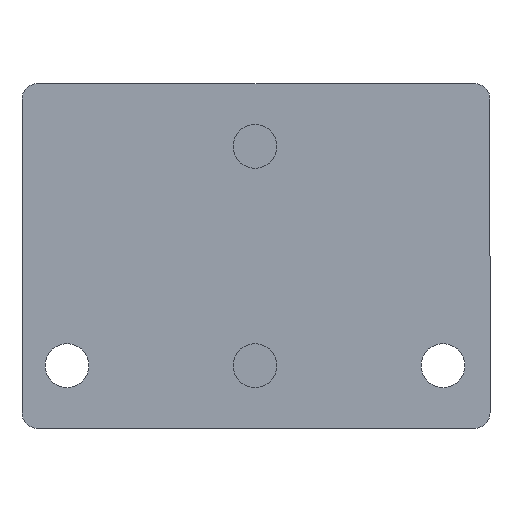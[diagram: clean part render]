
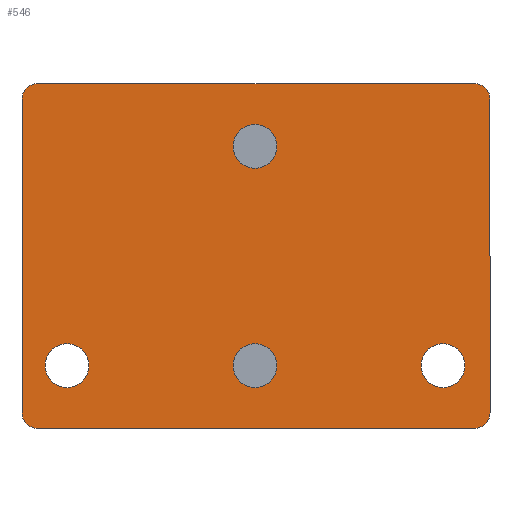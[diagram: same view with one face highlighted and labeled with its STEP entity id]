
A CAD part, front view. The second image highlights one B-rep face of the part: STEP entity #546.
In plain terms, the highlighted planar face has unit normal (0, -1, 0).
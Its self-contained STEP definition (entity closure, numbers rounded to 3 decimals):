
#46 = DIRECTION ( 'NONE',  ( 0., 0., -1. ) ) ;
#144 = CARTESIAN_POINT ( 'NONE',  ( -74.68, 0., 0. ) ) ;
#149 = DIRECTION ( 'NONE',  ( 0., -1., 0. ) ) ;
#154 = ORIENTED_EDGE ( 'NONE', *, *, #5612, .F. ) ;
#214 = CARTESIAN_POINT ( 'NONE',  ( -74.68, 0., 5. ) ) ;
#235 = CARTESIAN_POINT ( 'NONE',  ( 69.68, 0., 105. ) ) ;
#263 = LINE ( 'NONE', #144, #406 ) ;
#368 = FACE_BOUND ( 'NONE', #1968, .T. ) ;
#388 = VERTEX_POINT ( 'NONE', #3135 ) ;
#406 = VECTOR ( 'NONE', #3080, 1000. ) ;
#433 = ORIENTED_EDGE ( 'NONE', *, *, #3063, .F. ) ;
#484 = ORIENTED_EDGE ( 'NONE', *, *, #5475, .F. ) ;
#489 = CIRCLE ( 'NONE', #3793, 5. ) ;
#546 = ADVANCED_FACE ( 'NONE', ( #3575, #1283, #3980, #4538, #368 ), #1770, .F. ) ;
#565 = DIRECTION ( 'NONE',  ( 1., 0., 0. ) ) ;
#571 = VERTEX_POINT ( 'NONE', #5991 ) ;
#595 = AXIS2_PLACEMENT_3D ( 'NONE', #5421, #1256, #2674 ) ;
#623 = CIRCLE ( 'NONE', #3133, 7. ) ;
#648 = DIRECTION ( 'NONE',  ( -1., 0., 0. ) ) ;
#662 = CARTESIAN_POINT ( 'NONE',  ( -60.32, 0., 20. ) ) ;
#667 = CARTESIAN_POINT ( 'NONE',  ( -7.32, 0., 90. ) ) ;
#678 = VERTEX_POINT ( 'NONE', #1984 ) ;
#709 = VERTEX_POINT ( 'NONE', #2997 ) ;
#761 = DIRECTION ( 'NONE',  ( -1., 0., 0. ) ) ;
#841 = ORIENTED_EDGE ( 'NONE', *, *, #1082, .F. ) ;
#865 = EDGE_CURVE ( 'NONE', #1777, #1318, #978, .T. ) ;
#897 = DIRECTION ( 'NONE',  ( 0., -1., 0. ) ) ;
#968 = EDGE_LOOP ( 'NONE', ( #3828, #1147, #5355, #2683, #484, #841, #433, #1796 ) ) ;
#978 = LINE ( 'NONE', #2865, #3710 ) ;
#982 = ORIENTED_EDGE ( 'NONE', *, *, #4696, .F. ) ;
#1030 = VERTEX_POINT ( 'NONE', #5252 ) ;
#1048 = VERTEX_POINT ( 'NONE', #667 ) ;
#1068 = CARTESIAN_POINT ( 'NONE',  ( 69.68, 0., 0. ) ) ;
#1082 = EDGE_CURVE ( 'NONE', #2394, #1030, #263, .T. ) ;
#1090 = CIRCLE ( 'NONE', #4568, 7. ) ;
#1102 = DIRECTION ( 'NONE',  ( -1., 0., 0. ) ) ;
#1136 = EDGE_LOOP ( 'NONE', ( #154, #4836 ) ) ;
#1147 = ORIENTED_EDGE ( 'NONE', *, *, #5517, .F. ) ;
#1256 = DIRECTION ( 'NONE',  ( 0., -1., 0. ) ) ;
#1283 = FACE_BOUND ( 'NONE', #3840, .T. ) ;
#1318 = VERTEX_POINT ( 'NONE', #1499 ) ;
#1327 = EDGE_CURVE ( 'NONE', #3508, #1333, #5388, .T. ) ;
#1333 = VERTEX_POINT ( 'NONE', #1633 ) ;
#1348 = AXIS2_PLACEMENT_3D ( 'NONE', #5890, #5432, #4982 ) ;
#1349 = ORIENTED_EDGE ( 'NONE', *, *, #3936, .F. ) ;
#1406 = DIRECTION ( 'NONE',  ( -1., 0., 0. ) ) ;
#1425 = DIRECTION ( 'NONE',  ( 0., -1., 0. ) ) ;
#1451 = CARTESIAN_POINT ( 'NONE',  ( -0.32, 0., 90. ) ) ;
#1499 = CARTESIAN_POINT ( 'NONE',  ( -69.68, 0., 0. ) ) ;
#1539 = CARTESIAN_POINT ( 'NONE',  ( -0.32, 0., 110. ) ) ;
#1633 = CARTESIAN_POINT ( 'NONE',  ( -67.32, 0., 20. ) ) ;
#1657 = VERTEX_POINT ( 'NONE', #5906 ) ;
#1658 = AXIS2_PLACEMENT_3D ( 'NONE', #5614, #149, #5705 ) ;
#1659 = DIRECTION ( 'NONE',  ( 0., 1., 0. ) ) ;
#1712 = EDGE_CURVE ( 'NONE', #388, #1777, #2343, .T. ) ;
#1770 = PLANE ( 'NONE',  #3992 ) ;
#1777 = VERTEX_POINT ( 'NONE', #1068 ) ;
#1796 = ORIENTED_EDGE ( 'NONE', *, *, #865, .F. ) ;
#1798 = CARTESIAN_POINT ( 'NONE',  ( 74.68, 0., 105. ) ) ;
#1861 = VERTEX_POINT ( 'NONE', #3900 ) ;
#1878 = EDGE_CURVE ( 'NONE', #1657, #4226, #3608, .T. ) ;
#1921 = CARTESIAN_POINT ( 'NONE',  ( -69.68, 0., 5. ) ) ;
#1943 = CIRCLE ( 'NONE', #1348, 7. ) ;
#1968 = EDGE_LOOP ( 'NONE', ( #5921, #5345 ) ) ;
#1984 = CARTESIAN_POINT ( 'NONE',  ( 6.68, 0., 20. ) ) ;
#1997 = LINE ( 'NONE', #1539, #4269 ) ;
#2343 = CIRCLE ( 'NONE', #4509, 5. ) ;
#2394 = VERTEX_POINT ( 'NONE', #214 ) ;
#2490 = DIRECTION ( 'NONE',  ( 0., -1., 0. ) ) ;
#2615 = CIRCLE ( 'NONE', #1658, 7. ) ;
#2663 = CARTESIAN_POINT ( 'NONE',  ( 6.68, 0., 90. ) ) ;
#2674 = DIRECTION ( 'NONE',  ( -1., 0., 0. ) ) ;
#2683 = ORIENTED_EDGE ( 'NONE', *, *, #4737, .F. ) ;
#2740 = AXIS2_PLACEMENT_3D ( 'NONE', #235, #1659, #3032 ) ;
#2865 = CARTESIAN_POINT ( 'NONE',  ( -0.32, 0., 0. ) ) ;
#2993 = ORIENTED_EDGE ( 'NONE', *, *, #4859, .F. ) ;
#2997 = CARTESIAN_POINT ( 'NONE',  ( 66.68, 0., 20. ) ) ;
#3032 = DIRECTION ( 'NONE',  ( -1., 0., 0. ) ) ;
#3063 = EDGE_CURVE ( 'NONE', #1318, #2394, #489, .T. ) ;
#3068 = DIRECTION ( 'NONE',  ( 0., 1., 0. ) ) ;
#3080 = DIRECTION ( 'NONE',  ( 0., 0., 1. ) ) ;
#3133 = AXIS2_PLACEMENT_3D ( 'NONE', #4539, #4131, #5992 ) ;
#3135 = CARTESIAN_POINT ( 'NONE',  ( 74.68, 0., 5. ) ) ;
#3351 = CARTESIAN_POINT ( 'NONE',  ( 69.68, 0., 5. ) ) ;
#3355 = CARTESIAN_POINT ( 'NONE',  ( -0.32, 0., 20. ) ) ;
#3508 = VERTEX_POINT ( 'NONE', #4830 ) ;
#3575 = FACE_OUTER_BOUND ( 'NONE', #968, .T. ) ;
#3591 = CIRCLE ( 'NONE', #5646, 7. ) ;
#3598 = CARTESIAN_POINT ( 'NONE',  ( -69.68, 0., 105. ) ) ;
#3608 = CIRCLE ( 'NONE', #2740, 5. ) ;
#3652 = EDGE_CURVE ( 'NONE', #709, #4349, #623, .T. ) ;
#3710 = VECTOR ( 'NONE', #648, 1000. ) ;
#3761 = DIRECTION ( 'NONE',  ( -1., 0., 0. ) ) ;
#3769 = EDGE_LOOP ( 'NONE', ( #982, #5021 ) ) ;
#3793 = AXIS2_PLACEMENT_3D ( 'NONE', #1921, #4672, #1102 ) ;
#3828 = ORIENTED_EDGE ( 'NONE', *, *, #1712, .F. ) ;
#3840 = EDGE_LOOP ( 'NONE', ( #2993, #1349 ) ) ;
#3842 = DIRECTION ( 'NONE',  ( -1., 0., 0. ) ) ;
#3900 = CARTESIAN_POINT ( 'NONE',  ( -69.68, 0., 110. ) ) ;
#3936 = EDGE_CURVE ( 'NONE', #4391, #1048, #5568, .T. ) ;
#3980 = FACE_BOUND ( 'NONE', #3769, .T. ) ;
#3992 = AXIS2_PLACEMENT_3D ( 'NONE', #5533, #5121, #4130 ) ;
#4071 = CIRCLE ( 'NONE', #595, 7. ) ;
#4130 = DIRECTION ( 'NONE',  ( 1., 0., 0. ) ) ;
#4131 = DIRECTION ( 'NONE',  ( 0., -1., 0. ) ) ;
#4205 = AXIS2_PLACEMENT_3D ( 'NONE', #1451, #897, #3761 ) ;
#4218 = LINE ( 'NONE', #5981, #5548 ) ;
#4226 = VERTEX_POINT ( 'NONE', #1798 ) ;
#4269 = VECTOR ( 'NONE', #565, 1000. ) ;
#4274 = DIRECTION ( 'NONE',  ( 0., -1., 0. ) ) ;
#4309 = DIRECTION ( 'NONE',  ( 0., 1., 0. ) ) ;
#4335 = DIRECTION ( 'NONE',  ( -1., 0., 0. ) ) ;
#4349 = VERTEX_POINT ( 'NONE', #4452 ) ;
#4382 = EDGE_CURVE ( 'NONE', #4349, #709, #1943, .T. ) ;
#4391 = VERTEX_POINT ( 'NONE', #2663 ) ;
#4452 = CARTESIAN_POINT ( 'NONE',  ( 52.68, 0., 20. ) ) ;
#4509 = AXIS2_PLACEMENT_3D ( 'NONE', #3351, #4309, #1406 ) ;
#4538 = FACE_BOUND ( 'NONE', #1136, .T. ) ;
#4539 = CARTESIAN_POINT ( 'NONE',  ( 59.68, 0., 20. ) ) ;
#4568 = AXIS2_PLACEMENT_3D ( 'NONE', #5994, #1425, #5575 ) ;
#4672 = DIRECTION ( 'NONE',  ( 0., 1., 0. ) ) ;
#4696 = EDGE_CURVE ( 'NONE', #1333, #3508, #2615, .T. ) ;
#4737 = EDGE_CURVE ( 'NONE', #1861, #1657, #1997, .T. ) ;
#4830 = CARTESIAN_POINT ( 'NONE',  ( -53.32, 0., 20. ) ) ;
#4836 = ORIENTED_EDGE ( 'NONE', *, *, #5156, .F. ) ;
#4859 = EDGE_CURVE ( 'NONE', #1048, #4391, #1090, .T. ) ;
#4982 = DIRECTION ( 'NONE',  ( -1., 0., 0. ) ) ;
#4997 = AXIS2_PLACEMENT_3D ( 'NONE', #662, #2490, #4335 ) ;
#5021 = ORIENTED_EDGE ( 'NONE', *, *, #1327, .F. ) ;
#5121 = DIRECTION ( 'NONE',  ( 0., 1., 0. ) ) ;
#5156 = EDGE_CURVE ( 'NONE', #678, #571, #4071, .T. ) ;
#5252 = CARTESIAN_POINT ( 'NONE',  ( -74.68, 0., 105. ) ) ;
#5275 = CIRCLE ( 'NONE', #5844, 5. ) ;
#5345 = ORIENTED_EDGE ( 'NONE', *, *, #3652, .F. ) ;
#5355 = ORIENTED_EDGE ( 'NONE', *, *, #1878, .F. ) ;
#5388 = CIRCLE ( 'NONE', #4997, 7. ) ;
#5421 = CARTESIAN_POINT ( 'NONE',  ( -0.32, 0., 20. ) ) ;
#5432 = DIRECTION ( 'NONE',  ( 0., -1., 0. ) ) ;
#5475 = EDGE_CURVE ( 'NONE', #1030, #1861, #5275, .T. ) ;
#5517 = EDGE_CURVE ( 'NONE', #4226, #388, #4218, .T. ) ;
#5533 = CARTESIAN_POINT ( 'NONE',  ( -0.32, 0., 0. ) ) ;
#5548 = VECTOR ( 'NONE', #46, 1000. ) ;
#5568 = CIRCLE ( 'NONE', #4205, 7. ) ;
#5575 = DIRECTION ( 'NONE',  ( -1., 0., 0. ) ) ;
#5612 = EDGE_CURVE ( 'NONE', #571, #678, #3591, .T. ) ;
#5614 = CARTESIAN_POINT ( 'NONE',  ( -60.32, 0., 20. ) ) ;
#5646 = AXIS2_PLACEMENT_3D ( 'NONE', #3355, #4274, #3842 ) ;
#5705 = DIRECTION ( 'NONE',  ( -1., 0., 0. ) ) ;
#5844 = AXIS2_PLACEMENT_3D ( 'NONE', #3598, #3068, #761 ) ;
#5890 = CARTESIAN_POINT ( 'NONE',  ( 59.68, 0., 20. ) ) ;
#5906 = CARTESIAN_POINT ( 'NONE',  ( 69.68, 0., 110. ) ) ;
#5921 = ORIENTED_EDGE ( 'NONE', *, *, #4382, .F. ) ;
#5981 = CARTESIAN_POINT ( 'NONE',  ( 74.68, 0., 0. ) ) ;
#5991 = CARTESIAN_POINT ( 'NONE',  ( -7.32, 0., 20. ) ) ;
#5992 = DIRECTION ( 'NONE',  ( -1., 0., 0. ) ) ;
#5994 = CARTESIAN_POINT ( 'NONE',  ( -0.32, 0., 90. ) ) ;
